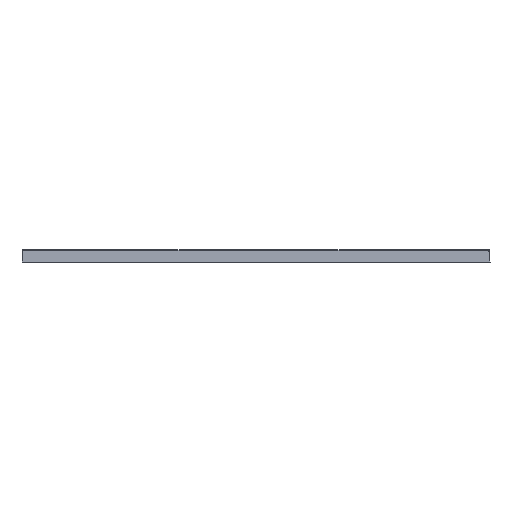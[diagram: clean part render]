
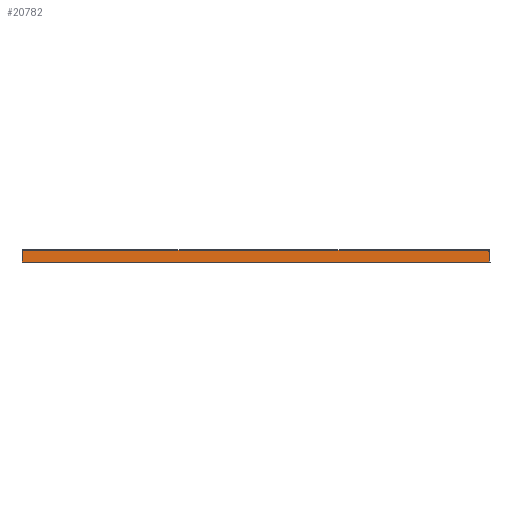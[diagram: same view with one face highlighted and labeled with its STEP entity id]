
A CAD part, top view. The second image highlights one B-rep face of the part: STEP entity #20782.
In plain terms, the highlighted planar face has unit normal (0, 0.035, 0.999).
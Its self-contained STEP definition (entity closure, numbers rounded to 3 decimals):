
#1=CARTESIAN_POINT('',(-700.,-2.001,436.173));
#2=CARTESIAN_POINT('',(-690.108,-2.007,436.173));
#3=CARTESIAN_POINT('',(-653.441,-2.028,436.174));
#4=CARTESIAN_POINT('',(-616.774,-2.039,436.174));
#5=CARTESIAN_POINT('',(-590.,-2.039,436.174));
#7=CARTESIAN_POINT('',(100.087,-1.955,436.171));
#8=CARTESIAN_POINT('',(108.317,-1.956,436.171));
#9=CARTESIAN_POINT('',(124.926,-1.959,436.172));
#10=CARTESIAN_POINT('',(150.434,-1.964,436.172));
#11=CARTESIAN_POINT('',(176.105,-1.969,436.172));
#12=CARTESIAN_POINT('',(203.756,-1.975,436.172));
#13=CARTESIAN_POINT('',(232.384,-1.981,436.172));
#14=CARTESIAN_POINT('',(262.14,-1.988,436.173));
#15=CARTESIAN_POINT('',(294.092,-1.995,436.173));
#16=CARTESIAN_POINT('',(325.152,-2.002,436.173));
#17=CARTESIAN_POINT('',(353.112,-2.008,436.173));
#18=CARTESIAN_POINT('',(377.698,-2.013,436.173));
#19=CARTESIAN_POINT('',(400.532,-2.018,436.174));
#20=CARTESIAN_POINT('',(422.34,-2.022,436.174));
#21=CARTESIAN_POINT('',(443.637,-2.025,436.174));
#22=CARTESIAN_POINT('',(464.005,-2.029,436.174));
#23=CARTESIAN_POINT('',(482.902,-2.031,436.174));
#24=CARTESIAN_POINT('',(501.623,-2.033,436.174));
#25=CARTESIAN_POINT('',(518.395,-2.035,436.174));
#26=CARTESIAN_POINT('',(535.866,-2.037,436.174));
#27=CARTESIAN_POINT('',(552.97,-2.038,436.174));
#28=CARTESIAN_POINT('',(570.528,-2.038,436.174));
#29=CARTESIAN_POINT('',(583.367,-2.039,436.174));
#30=CARTESIAN_POINT('',(590.,-2.039,436.174));
#32=CARTESIAN_POINT('',(590.,-2.039,436.174));
#33=CARTESIAN_POINT('',(612.116,-2.039,436.174));
#34=CARTESIAN_POINT('',(655.961,-2.028,436.174));
#35=CARTESIAN_POINT('',(723.081,-1.988,436.173));
#36=CARTESIAN_POINT('',(769.856,-1.952,436.171));
#37=CARTESIAN_POINT('',(794.901,-1.933,436.171));
#38=CARTESIAN_POINT('',(796.672,-1.932,436.171));
#40=DIRECTION('',(0.035,-0.999,0.035));
#41=VECTOR('',#40,38.115);
#42=CARTESIAN_POINT('',(796.672,-1.932,436.171));
#43=LINE('',#42,#41);
#44=DIRECTION('',(0.,-0.999,0.035));
#45=VECTOR('',#44,38.022);
#46=CARTESIAN_POINT('',(-700.,-2.001,436.173));
#47=LINE('',#46,#45);
#155=DIRECTION('',(1.,0.,0.));
#156=VECTOR('',#155,1498.001);
#157=CARTESIAN_POINT('',(-700.,-40.,437.5));
#158=LINE('',#157,#156);
#408=DIRECTION('',(-1.,0.,0.));
#409=VECTOR('',#408,100.087);
#410=CARTESIAN_POINT('',(100.087,-1.955,436.171));
#411=LINE('',#410,#409);
#417=DIRECTION('',(-1.,0.,0.));
#418=VECTOR('',#417,100.087);
#419=CARTESIAN_POINT('',(0.,-1.955,
436.171));
#420=LINE('',#419,#418);
#451=CARTESIAN_POINT('',(-100.087,-1.955,436.171));
#452=CARTESIAN_POINT('',(-155.134,-1.964,436.172));
#453=CARTESIAN_POINT('',(-264.821,-1.983,436.172));
#454=CARTESIAN_POINT('',(-428.125,-2.011,436.173));
#455=CARTESIAN_POINT('',(-536.178,-2.03,436.174));
#456=CARTESIAN_POINT('',(-590.,-2.039,436.174));
#18993=CARTESIAN_POINT('',(-700.,-2.001,436.173));
#18994=CARTESIAN_POINT('',(-700.,-40.,437.5));
#18995=VERTEX_POINT('',#18993);
#18996=VERTEX_POINT('',#18994);
#18997=VERTEX_POINT('',#5);
#18998=VERTEX_POINT('',#451);
#18999=CARTESIAN_POINT('',(0.,-1.955,
436.171));
#19000=VERTEX_POINT('',#18999);
#19001=CARTESIAN_POINT('',(100.087,-1.955,
436.171));
#19002=VERTEX_POINT('',#19001);
#19003=VERTEX_POINT('',#30);
#19004=VERTEX_POINT('',#38);
#19005=CARTESIAN_POINT('',(798.001,-40.,
437.5));
#19006=VERTEX_POINT('',#19005);
#20757=CARTESIAN_POINT('',(49.001,-20.966,
436.835));
#20758=DIRECTION('',(0.,0.035,0.999));
#20759=DIRECTION('',(0.,0.999,-0.035));
#20760=AXIS2_PLACEMENT_3D('',#20757,#20758,#20759);
#20761=PLANE('',#20760);
#20763=ORIENTED_EDGE('',*,*,#20762,.F.);
#20765=ORIENTED_EDGE('',*,*,#20764,.T.);
#20767=ORIENTED_EDGE('',*,*,#20766,.F.);
#20769=ORIENTED_EDGE('',*,*,#20768,.F.);
#20771=ORIENTED_EDGE('',*,*,#20770,.F.);
#20773=ORIENTED_EDGE('',*,*,#20772,.T.);
#20775=ORIENTED_EDGE('',*,*,#20774,.T.);
#20777=ORIENTED_EDGE('',*,*,#20776,.T.);
#20779=ORIENTED_EDGE('',*,*,#20778,.F.);
#20780=EDGE_LOOP('',(#20763,#20765,#20767,#20769,#20771,#20773,#20775,#20777,
#20779));
#20781=FACE_OUTER_BOUND('',#20780,.F.);
#20782=ADVANCED_FACE('',(#20781),#20761,.T.);
#6=B_SPLINE_CURVE_WITH_KNOTS('',3,(#1,#2,#3,#4,#5),.UNSPECIFIED.,.F.,.F.,(4,1,
4),(0.,0.27,1.),.UNSPECIFIED.);
#31=B_SPLINE_CURVE_WITH_KNOTS('',3,(#7,#8,#9,#10,#11,#12,#13,#14,#15,#16,#17,
#18,#19,#20,#21,#22,#23,#24,#25,#26,#27,#28,#29,#30),.UNSPECIFIED.,.F.,.F.,(4,1,
1,1,1,1,1,1,1,1,1,1,1,1,1,1,1,1,1,1,1,4),(0.,0.048,
0.095,0.143,0.19,0.238,
0.286,0.333,0.381,0.429,
0.476,0.524,0.571,0.619,
0.667,0.714,0.762,0.81,
0.857,0.905,0.952,1.),.UNSPECIFIED.);
#39=B_SPLINE_CURVE_WITH_KNOTS('',3,(#32,#33,#34,#35,#36,#37,#38),.UNSPECIFIED.,
.F.,.F.,(4,1,1,1,4),(0.,0.321,0.636,0.974,
1.),.UNSPECIFIED.);
#457=B_SPLINE_CURVE_WITH_KNOTS('',3,(#451,#452,#453,#454,#455,#456),
.UNSPECIFIED.,.F.,.F.,(4,1,1,4),(0.,0.333,0.667,1.),
.UNSPECIFIED.);
#20762=EDGE_CURVE('',#18995,#18996,#47,.T.);
#20764=EDGE_CURVE('',#18995,#18997,#6,.T.);
#20766=EDGE_CURVE('',#18998,#18997,#457,.T.);
#20768=EDGE_CURVE('',#19000,#18998,#420,.T.);
#20770=EDGE_CURVE('',#19002,#19000,#411,.T.);
#20772=EDGE_CURVE('',#19002,#19003,#31,.T.);
#20774=EDGE_CURVE('',#19003,#19004,#39,.T.);
#20776=EDGE_CURVE('',#19004,#19006,#43,.T.);
#20778=EDGE_CURVE('',#18996,#19006,#158,.T.);
